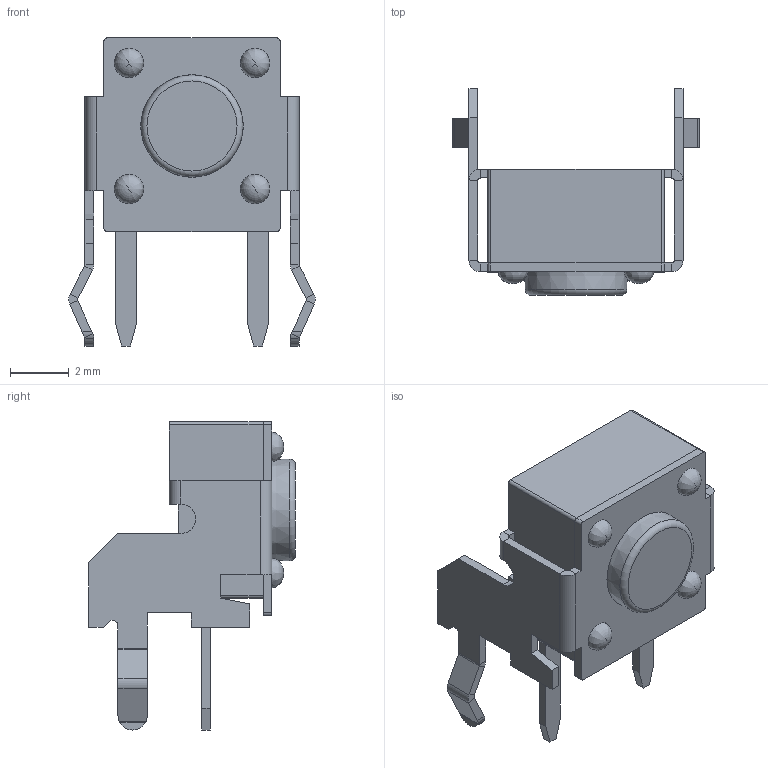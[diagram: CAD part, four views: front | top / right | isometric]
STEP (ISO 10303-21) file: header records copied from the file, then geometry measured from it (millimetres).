
FILE_DESCRIPTION(('STEP AP214'), '1');
FILE_NAME('TS6-THT-RA', '', ('UNSPECIFIED'), ('UNSPECIFIED'), 'ASCON STEP Converter 1.6', 'ASCON Math Kernel', '');
FILE_SCHEMA(('AUTOMOTIVE_DESIGN { 1 0 10303 214 3 1 1}'));
Length unit declared in the file: millimetre
Bounding box: 8.4 x 7.05 x 10.5 mm (x, y, z)
Volume: 146.6 mm3; surface area: 410.9 mm2
Topology: 5 solids, 5 shells, 208 faces, 482 edges, 293 vertices
Faces by surface type: plane 147, cylinder 55, bspline 4, cone 1, torus 1
Full cylindrical faces by diameter (mm): 0.8 x8, 1 x4, 3.5 x1
Entity records: 7866 total; most frequent: CARTESIAN_POINT 1483, DIRECTION 946, ORIENTED_EDGE 926, EDGE_CURVE 463, LINE 350, VECTOR 350, AXIS2_PLACEMENT_3D 298, VERTEX_POINT 293
